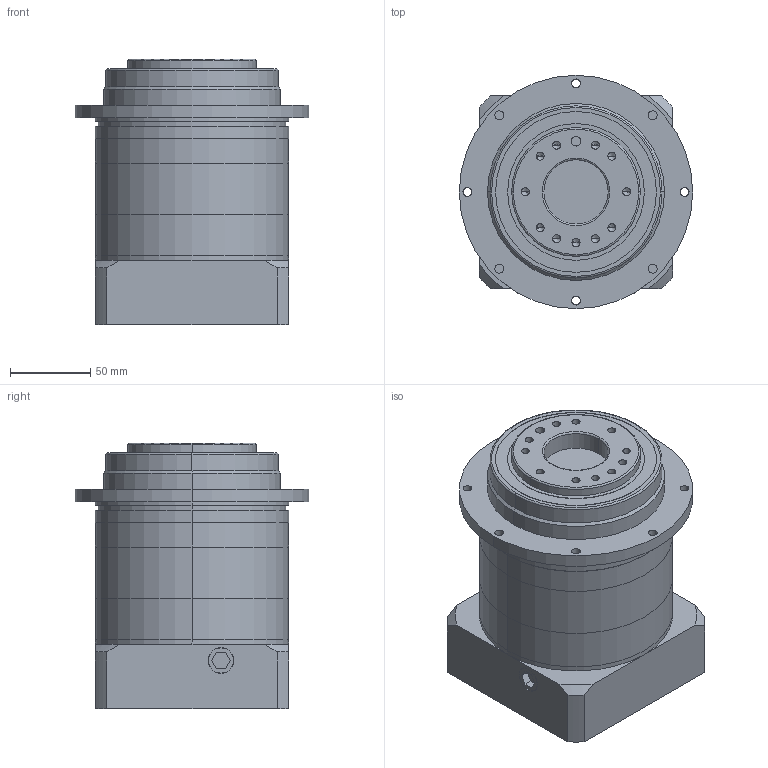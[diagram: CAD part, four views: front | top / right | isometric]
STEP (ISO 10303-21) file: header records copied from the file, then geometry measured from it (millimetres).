
FILE_DESCRIPTION (( 'STEP AP214' ), '1' );
FILE_NAME ('VGH110双级模型（19-55 95-5 4-9-130）.STEP', '2018-07-21T03:47:02', ( 'Windows' ), ( 'Microsoft' ), 'SwSTEP 2.0', 'SolidWorks 2016', '' );
FILE_SCHEMA (( 'AUTOMOTIVE_DESIGN' ));
Length unit declared in the file: millimetre
Products named in the file (1): VGH110双级模型（19-55 95-5 4-9-130）
Bounding box: 145 x 145 x 165 mm (x, y, z)
Volume: 1691955.4 mm3; surface area: 225800.5 mm2
Topology: 5 solids, 6 shells, 270 faces, 647 edges, 399 vertices
Faces by surface type: cylinder 127, plane 97, cone 40, torus 6
Entity records: 8341 total; most frequent: DIRECTION 1441, CARTESIAN_POINT 1311, ORIENTED_EDGE 1234, EDGE_CURVE 617, AXIS2_PLACEMENT_3D 561, VERTEX_POINT 399, EDGE_LOOP 330, LINE 319
